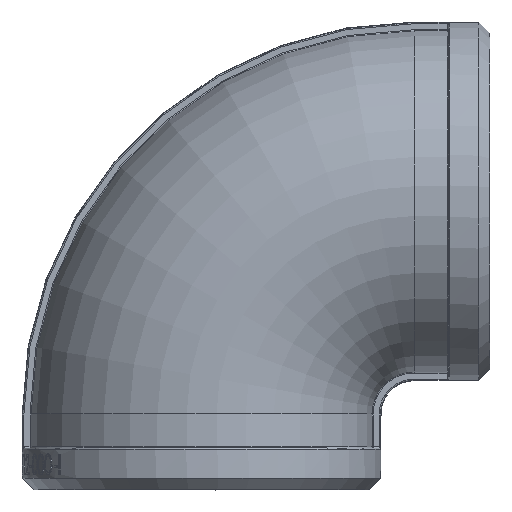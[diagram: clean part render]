
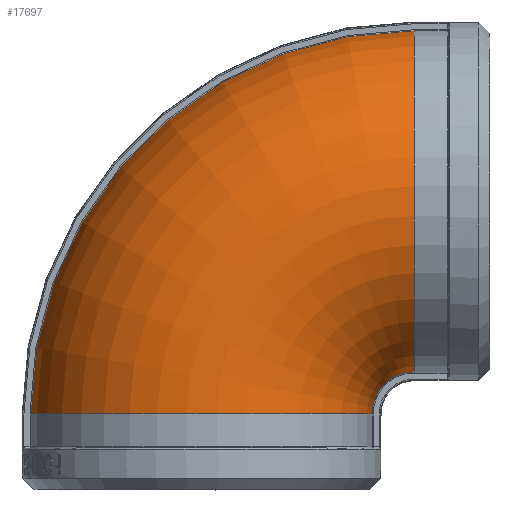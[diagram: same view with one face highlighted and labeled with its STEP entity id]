
A CAD part, top view. The second image highlights one B-rep face of the part: STEP entity #17697.
In plain terms, the highlighted toroidal (fillet/blend) face has major radius 51.25 mm and minor radius 41.25 mm.
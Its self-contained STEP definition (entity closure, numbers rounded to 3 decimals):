
#1686 = CIRCLE ( 'NONE', #1702, 41.25 ) ;
#1702 = AXIS2_PLACEMENT_3D ( 'NONE', #11420, #11430, #11410 ) ;
#9460 = CARTESIAN_POINT ( 'NONE',  ( 51.25, -41.077, 3.773 ) ) ;
#9472 = CARTESIAN_POINT ( 'NONE',  ( 51.25, 41.077, 3.773 ) ) ;
#9486 = CARTESIAN_POINT ( 'NONE',  ( -41.077, -51.25, 3.773 ) ) ;
#9495 = CARTESIAN_POINT ( 'NONE',  ( 41.077, -51.25, 3.773 ) ) ;
#11410 = DIRECTION ( 'NONE',  ( 0., 0.996, 0.085 ) ) ;
#11420 = CARTESIAN_POINT ( 'NONE',  ( 51.25, 0., 0. ) ) ;
#11430 = DIRECTION ( 'NONE',  ( 1., 0., 0. ) ) ;
#11968 = DIRECTION ( 'NONE',  ( -0.996, 0., 0.085 ) ) ;
#11993 = CARTESIAN_POINT ( 'NONE',  ( 51.25, -51.25, 3.773 ) ) ;
#11995 = DIRECTION ( 'NONE',  ( 0., 0., -1. ) ) ;
#11996 = DIRECTION ( 'NONE',  ( -0.707, 0.707, 0. ) ) ;
#13425 = AXIS2_PLACEMENT_3D ( 'NONE', #14217, #14223, #14229 ) ;
#13429 = CIRCLE ( 'NONE', #13425, 10.173 ) ;
#13445 = CIRCLE ( 'NONE', #13459, 92.327 ) ;
#13459 = AXIS2_PLACEMENT_3D ( 'NONE', #11993, #11995, #11996 ) ;
#13716 = ORIENTED_EDGE ( 'NONE', *, *, #16856, .T. ) ;
#13748 = ORIENTED_EDGE ( 'NONE', *, *, #16676, .F. ) ;
#13770 = ORIENTED_EDGE ( 'NONE', *, *, #18126, .F. ) ;
#13780 = ORIENTED_EDGE ( 'NONE', *, *, #16689, .F. ) ;
#14016 = CARTESIAN_POINT ( 'NONE',  ( 0., -51.25, 0. ) ) ;
#14042 = DIRECTION ( 'NONE',  ( 0., 1., 0. ) ) ;
#14217 = CARTESIAN_POINT ( 'NONE',  ( 51.25, -51.25, 3.773 ) ) ;
#14223 = DIRECTION ( 'NONE',  ( 0., 0., 1. ) ) ;
#14229 = DIRECTION ( 'NONE',  ( -0.707, 0.707, 0. ) ) ;
#14951 = AXIS2_PLACEMENT_3D ( 'NONE', #14016, #14042, #11968 ) ;
#14982 = CIRCLE ( 'NONE', #14951, 41.25 ) ;
#15756 = EDGE_LOOP ( 'NONE', ( #13780, #13716, #13748, #13770 ) ) ;
#15888 = VERTEX_POINT ( 'NONE', #9486 ) ;
#15906 = VERTEX_POINT ( 'NONE', #9460 ) ;
#15926 = VERTEX_POINT ( 'NONE', #9495 ) ;
#15934 = VERTEX_POINT ( 'NONE', #9472 ) ;
#16676 = EDGE_CURVE ( 'NONE', #15906, #15926, #13429, .T. ) ;
#16689 = EDGE_CURVE ( 'NONE', #15888, #15934, #13445, .T. ) ;
#16856 = EDGE_CURVE ( 'NONE', #15888, #15926, #14982, .T. ) ;
#17697 = ADVANCED_FACE ( 'NONE', ( #19982 ), #22631, .T. ) ;
#18126 = EDGE_CURVE ( 'NONE', #15934, #15906, #1686, .T. ) ;
#19982 = FACE_OUTER_BOUND ( 'NONE', #15756, .T. ) ;
#19994 = DIRECTION ( 'NONE',  ( 0., 1., 0. ) ) ;
#20000 = DIRECTION ( 'NONE',  ( 0., 0., -1. ) ) ;
#20014 = CARTESIAN_POINT ( 'NONE',  ( 51.25, -51.25, 0. ) ) ;
#22608 = AXIS2_PLACEMENT_3D ( 'NONE', #20014, #20000, #19994 ) ;
#22631 = TOROIDAL_SURFACE ( 'NONE', #22608, 51.25, 41.25 ) ;
